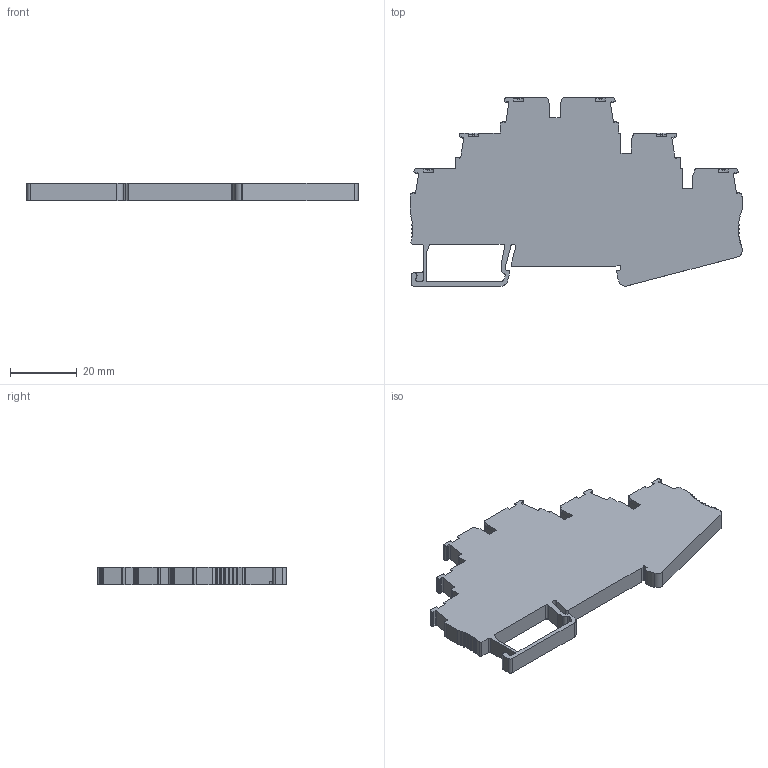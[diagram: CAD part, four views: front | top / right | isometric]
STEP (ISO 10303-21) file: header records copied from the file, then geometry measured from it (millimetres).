
FILE_DESCRIPTION((''),'2;1');
FILE_NAME('UJ5-2_5_3_3-PV','2021-11-17T',('Administrator'),(''),'PRO/ENGINEER BY PARAMETRIC TECHNOLOGY CORPORATION, 2013230','PRO/ENGINEER BY PARAMETRIC TECHNOLOGY CORPORATION, 2013230','');
FILE_SCHEMA(('AUTOMOTIVE_DESIGN { 1 0 10303 214 1 1 1 1 }'));
Length unit declared in the file: millimetre
Products named in the file (1): UJ5-2_5_3_3-PV
Bounding box: 99.54 x 56.5 x 5.2 mm (x, y, z)
Volume: 19233 mm3; surface area: 10275.9 mm2
Topology: 1 solids, 1 shells, 387 faces, 1200 edges, 822 vertices
Faces by surface type: plane 256, cylinder 119, torus 12
Entity records: 13651 total; most frequent: CARTESIAN_POINT 2604, ORIENTED_EDGE 2400, DIRECTION 2261, EDGE_CURVE 1200, VERTEX_POINT 822, VECTOR 811, LINE 811, AXIS2_PLACEMENT_3D 725
